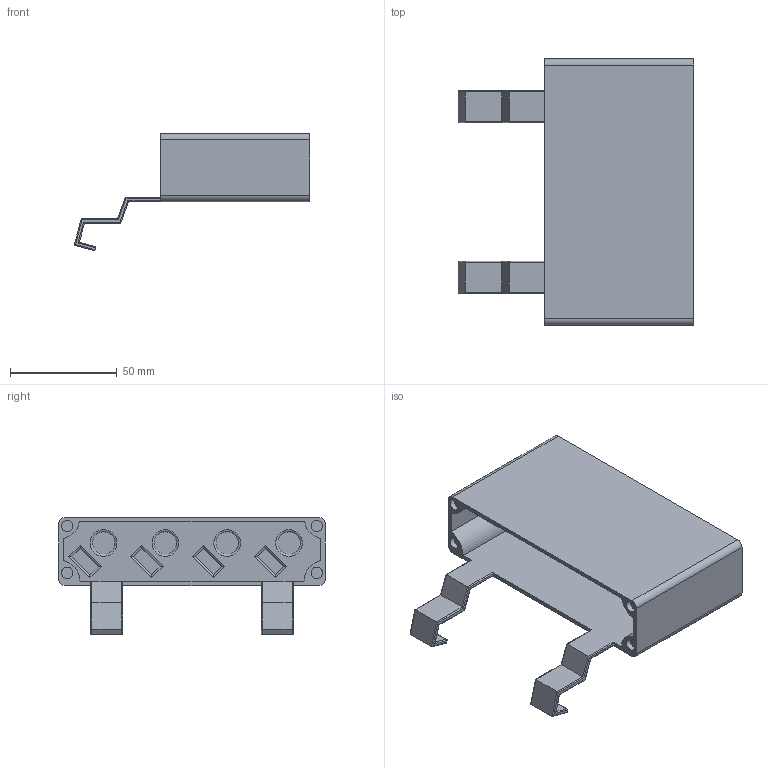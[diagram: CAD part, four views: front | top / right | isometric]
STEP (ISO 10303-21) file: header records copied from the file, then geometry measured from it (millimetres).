
FILE_DESCRIPTION(/* description */ (''),/* implementation_level */ '2;1');
FILE_NAME(/* name */ 'NozzleBox.stp',/* time_stamp */ '2025-03-05T01:44:30+03:00',/* author */ ('Makusimu'),/* organization */ (''),/* preprocessor_version */ 'ST-DEVELOPER v20',/* originating_system */ 'Autodesk Inventor 2025',/* authorisation */ '');
FILE_SCHEMA (('AUTOMOTIVE_DESIGN { 1 0 10303 214 3 1 1 }'));
Length unit declared in the file: millimetre
Products named in the file (1): NozzleBox
Bounding box: 110.54 x 125 x 54.92 mm (x, y, z)
Volume: 150439.3 mm3; surface area: 49302.8 mm2
Topology: 1 solids, 1 shells, 142 faces, 350 edges, 241 vertices
Faces by surface type: cylinder 76, plane 62, torus 4
Full cylindrical faces by diameter (mm): 5.3 x4, 10.5 x4
Entity records: 4114 total; most frequent: DIRECTION 730, CARTESIAN_POINT 712, ORIENTED_EDGE 656, EDGE_CURVE 328, AXIS2_PLACEMENT_3D 255, LINE 220, VECTOR 220, VERTEX_POINT 200
